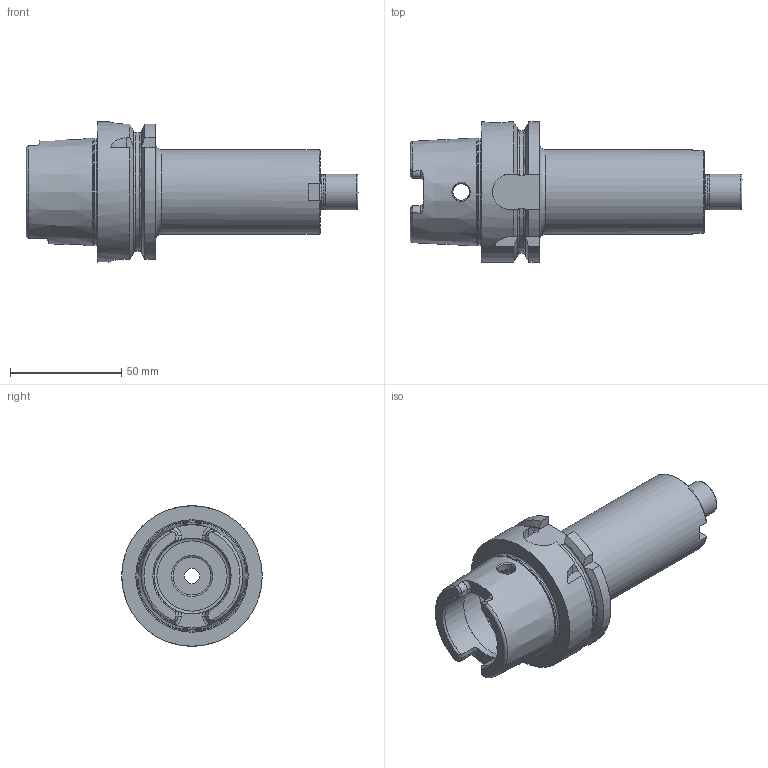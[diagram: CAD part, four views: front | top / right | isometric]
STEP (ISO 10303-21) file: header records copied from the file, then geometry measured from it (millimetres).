
FILE_DESCRIPTION((''),'2;1');
FILE_NAME('606305-211.stp','2014-01-09T09:22:14',('SCHUESSLER'),(''),'Autodesk Inventor 2012','Autodesk Inventor 2012','');
FILE_SCHEMA(('AUTOMOTIVE_DESIGN { 1 0 10303 214 1 1 1 1 }'));
Length unit declared in the file: millimetre
Products named in the file (1): 606305-211
Bounding box: 149 x 63 x 63 mm (x, y, z)
Volume: 164610.3 mm3; surface area: 34565.1 mm2
Topology: 1 solids, 1 shells, 156 faces, 423 edges, 267 vertices
Faces by surface type: plane 52, cylinder 44, cone 31, torus 23, bspline 6
Full cylindrical faces by diameter (mm): 1.5 x4, 2.459 x2, 6.8 x1, 7.5 x2, 8.4 x1, 10 x1, 15.4 x1, 16 x1, 17 x1, 18.5 x1, 34 x2, 38 x1, 40 x1, 48.021 x1, 63 x1
Entity records: 5523 total; most frequent: CARTESIAN_POINT 2040, ORIENTED_EDGE 704, DIRECTION 694, EDGE_CURVE 352, AXIS2_PLACEMENT_3D 293, VERTEX_POINT 244, EDGE_LOOP 208, FACE_OUTER_BOUND 156
